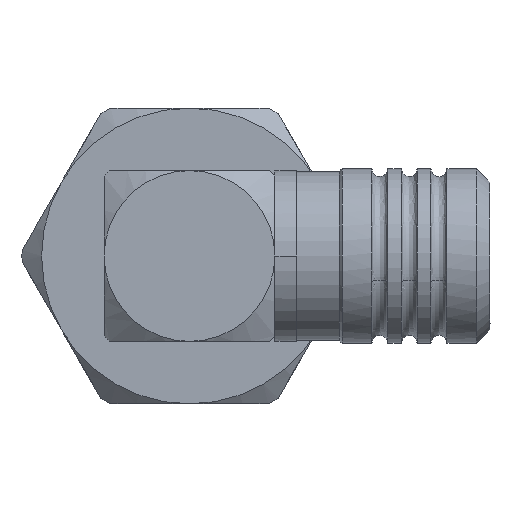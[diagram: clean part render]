
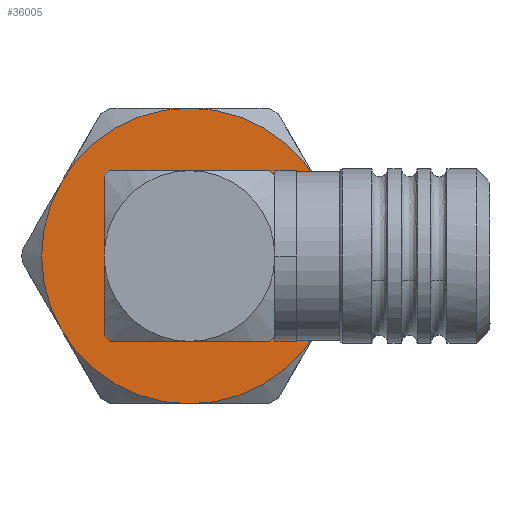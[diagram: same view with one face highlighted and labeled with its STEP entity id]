
A CAD part, left-side view. The second image highlights one B-rep face of the part: STEP entity #36005.
In plain terms, the highlighted face is planar.
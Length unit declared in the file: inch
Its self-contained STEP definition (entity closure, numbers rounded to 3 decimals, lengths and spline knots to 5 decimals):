
#283 = DIRECTION ( 'NONE',  ( -1., 0., 0. ) ) ;
#285 = AXIS2_PLACEMENT_3D ( 'NONE', #36685, #59065, #53553 ) ;
#3250 = CIRCLE ( 'NONE', #64794, 0.21654 ) ;
#5205 = VERTEX_POINT ( 'NONE', #10801 ) ;
#6690 = CARTESIAN_POINT ( 'NONE',  ( 0., 0., -0.08661 ) ) ;
#6732 = PLANE ( 'NONE',  #285 ) ;
#8292 = EDGE_LOOP ( 'NONE', ( #38374, #55397 ) ) ;
#8691 = ORIENTED_EDGE ( 'NONE', *, *, #21583, .T. ) ;
#9577 = CIRCLE ( 'NONE', #49111, 0.21654 ) ;
#10381 = ORIENTED_EDGE ( 'NONE', *, *, #59426, .T. ) ;
#10801 = CARTESIAN_POINT ( 'NONE',  ( 0.06315, 0., -0.08661 ) ) ;
#10986 = CARTESIAN_POINT ( 'NONE',  ( 0., 0., -0.08661 ) ) ;
#11261 = CARTESIAN_POINT ( 'NONE',  ( 0., 0., -0.08661 ) ) ;
#11863 = DIRECTION ( 'NONE',  ( 0., 0., -1. ) ) ;
#13184 = DIRECTION ( 'NONE',  ( -1., 0., 0. ) ) ;
#13365 = CARTESIAN_POINT ( 'NONE',  ( 0.21654, 0., -0.08661 ) ) ;
#15401 = AXIS2_PLACEMENT_3D ( 'NONE', #10986, #27155, #283 ) ;
#15416 = AXIS2_PLACEMENT_3D ( 'NONE', #50028, #30062, #61072 ) ;
#15667 = VERTEX_POINT ( 'NONE', #51464 ) ;
#16579 = VERTEX_POINT ( 'NONE', #32108 ) ;
#17198 = DIRECTION ( 'NONE',  ( 0., 0., -1. ) ) ;
#17536 = EDGE_CURVE ( 'NONE', #24233, #5205, #18797, .T. ) ;
#17772 = DIRECTION ( 'NONE',  ( -1., 0., 0. ) ) ;
#18731 = CIRCLE ( 'NONE', #15416, 0.21654 ) ;
#18797 = CIRCLE ( 'NONE', #25396, 0.06315 ) ;
#19828 = CIRCLE ( 'NONE', #15401, 0.21654 ) ;
#21132 = VERTEX_POINT ( 'NONE', #13365 ) ;
#21583 = EDGE_CURVE ( 'NONE', #58264, #15667, #18731, .T. ) ;
#24233 = VERTEX_POINT ( 'NONE', #26145 ) ;
#25349 = CIRCLE ( 'NONE', #27557, 0.06315 ) ;
#25396 = AXIS2_PLACEMENT_3D ( 'NONE', #45875, #30427, #46543 ) ;
#26145 = CARTESIAN_POINT ( 'NONE',  ( -0.06315, 0., -0.08661 ) ) ;
#27155 = DIRECTION ( 'NONE',  ( 0., 0., -1. ) ) ;
#27545 = CARTESIAN_POINT ( 'NONE',  ( 0., 0., -0.08661 ) ) ;
#27557 = AXIS2_PLACEMENT_3D ( 'NONE', #42046, #47222, #66910 ) ;
#27699 = CARTESIAN_POINT ( 'NONE',  ( 0.10827, 0.18753, -0.08661 ) ) ;
#27775 = DIRECTION ( 'NONE',  ( 0., 0., -1. ) ) ;
#28930 = FACE_BOUND ( 'NONE', #8292, .T. ) ;
#29168 = CIRCLE ( 'NONE', #67624, 0.21654 ) ;
#30062 = DIRECTION ( 'NONE',  ( 0., 0., -1. ) ) ;
#30427 = DIRECTION ( 'NONE',  ( 0., 0., 1. ) ) ;
#31742 = CIRCLE ( 'NONE', #33930, 0.21654 ) ;
#32108 = CARTESIAN_POINT ( 'NONE',  ( 0.10827, -0.18753, -0.08661 ) ) ;
#33148 = CARTESIAN_POINT ( 'NONE',  ( 0., 0., -0.08661 ) ) ;
#33930 = AXIS2_PLACEMENT_3D ( 'NONE', #6690, #11863, #47640 ) ;
#36005 = ADVANCED_FACE ( 'NONE', ( #28930, #53892 ), #6732, .F. ) ;
#36298 = ORIENTED_EDGE ( 'NONE', *, *, #44842, .T. ) ;
#36319 = CARTESIAN_POINT ( 'NONE',  ( -0.10827, -0.18753, -0.08661 ) ) ;
#36685 = CARTESIAN_POINT ( 'NONE',  ( 0., 0., -0.08661 ) ) ;
#38374 = ORIENTED_EDGE ( 'NONE', *, *, #40547, .T. ) ;
#38566 = EDGE_CURVE ( 'NONE', #59274, #63907, #3250, .T. ) ;
#39665 = DIRECTION ( 'NONE',  ( 0., 0., -1. ) ) ;
#40539 = ORIENTED_EDGE ( 'NONE', *, *, #38566, .T. ) ;
#40547 = EDGE_CURVE ( 'NONE', #5205, #24233, #25349, .T. ) ;
#41085 = ORIENTED_EDGE ( 'NONE', *, *, #68095, .T. ) ;
#42046 = CARTESIAN_POINT ( 'NONE',  ( 0., 0., -0.08661 ) ) ;
#42977 = DIRECTION ( 'NONE',  ( -1., 0., 0. ) ) ;
#43058 = EDGE_CURVE ( 'NONE', #21132, #16579, #19828, .T. ) ;
#44842 = EDGE_CURVE ( 'NONE', #63907, #21132, #31742, .T. ) ;
#45875 = CARTESIAN_POINT ( 'NONE',  ( 0., 0., -0.08661 ) ) ;
#46543 = DIRECTION ( 'NONE',  ( 1., 0., 0. ) ) ;
#47222 = DIRECTION ( 'NONE',  ( 0., 0., 1. ) ) ;
#47640 = DIRECTION ( 'NONE',  ( -1., 0., 0. ) ) ;
#49111 = AXIS2_PLACEMENT_3D ( 'NONE', #11261, #27775, #17772 ) ;
#49613 = ORIENTED_EDGE ( 'NONE', *, *, #43058, .T. ) ;
#50028 = CARTESIAN_POINT ( 'NONE',  ( 0., 0., -0.08661 ) ) ;
#51464 = CARTESIAN_POINT ( 'NONE',  ( -0.21654, 0., -0.08661 ) ) ;
#53553 = DIRECTION ( 'NONE',  ( 1., 0., 0. ) ) ;
#53892 = FACE_OUTER_BOUND ( 'NONE', #55181, .T. ) ;
#55181 = EDGE_LOOP ( 'NONE', ( #36298, #49613, #10381, #8691, #41085, #40539 ) ) ;
#55397 = ORIENTED_EDGE ( 'NONE', *, *, #17536, .T. ) ;
#58264 = VERTEX_POINT ( 'NONE', #36319 ) ;
#59065 = DIRECTION ( 'NONE',  ( 0., 0., 1. ) ) ;
#59274 = VERTEX_POINT ( 'NONE', #62469 ) ;
#59426 = EDGE_CURVE ( 'NONE', #16579, #58264, #29168, .T. ) ;
#61072 = DIRECTION ( 'NONE',  ( -1., 0., 0. ) ) ;
#62469 = CARTESIAN_POINT ( 'NONE',  ( -0.10827, 0.18753, -0.08661 ) ) ;
#63907 = VERTEX_POINT ( 'NONE', #27699 ) ;
#64794 = AXIS2_PLACEMENT_3D ( 'NONE', #27545, #17198, #42977 ) ;
#66910 = DIRECTION ( 'NONE',  ( 1., 0., 0. ) ) ;
#67624 = AXIS2_PLACEMENT_3D ( 'NONE', #33148, #39665, #13184 ) ;
#68095 = EDGE_CURVE ( 'NONE', #15667, #59274, #9577, .T. ) ;
